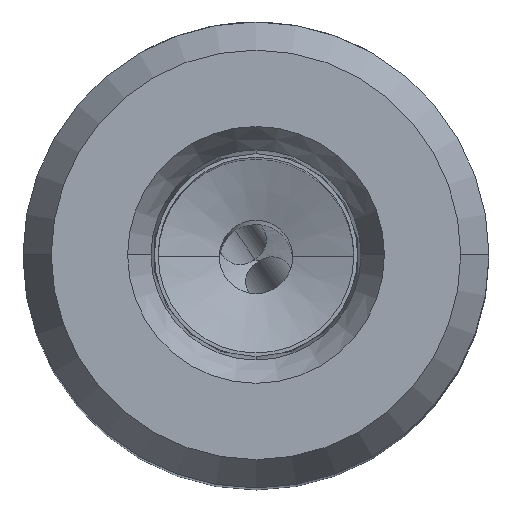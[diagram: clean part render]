
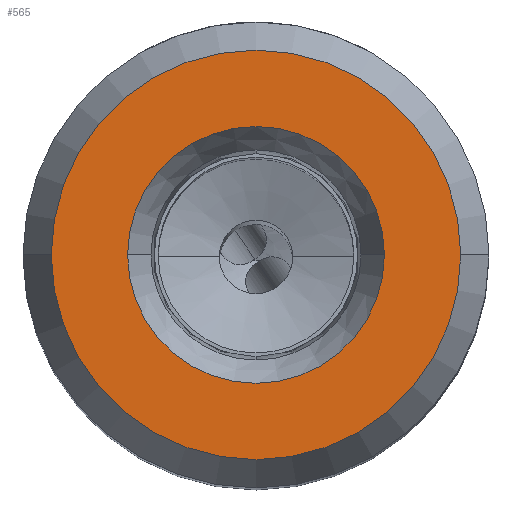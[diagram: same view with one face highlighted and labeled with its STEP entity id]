
A CAD part, top view. The second image highlights one B-rep face of the part: STEP entity #565.
In plain terms, the highlighted planar face has unit normal (0, 0, 1).
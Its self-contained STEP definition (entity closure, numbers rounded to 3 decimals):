
#162=FACE_BOUND('',#994,.T.);
#163=FACE_BOUND('',#995,.T.);
#195=PLANE('',#4160);
#565=ADVANCED_FACE('',(#162,#163),#195,.T.);
#994=EDGE_LOOP('',(#1504,#1505));
#995=EDGE_LOOP('',(#1506,#1507));
#1194=CIRCLE('',#4154,5.25);
#1195=CIRCLE('',#4156,5.25);
#1196=CIRCLE('',#4158,8.37);
#1197=CIRCLE('',#4159,8.37);
#1504=ORIENTED_EDGE('',*,*,#3119,.T.);
#1505=ORIENTED_EDGE('',*,*,#3120,.T.);
#1506=ORIENTED_EDGE('',*,*,#3121,.T.);
#1507=ORIENTED_EDGE('',*,*,#3122,.T.);
#2643=VERTEX_POINT('',#5836);
#2644=VERTEX_POINT('',#5838);
#2645=VERTEX_POINT('',#5844);
#2646=VERTEX_POINT('',#5845);
#3119=EDGE_CURVE('',#2643,#2644,#1194,.T.);
#3120=EDGE_CURVE('',#2644,#2643,#1195,.T.);
#3121=EDGE_CURVE('',#2645,#2646,#1196,.T.);
#3122=EDGE_CURVE('',#2646,#2645,#1197,.T.);
#4154=AXIS2_PLACEMENT_3D('',#5839,#4623,#4624);
#4156=AXIS2_PLACEMENT_3D('',#5841,#4627,#4628);
#4158=AXIS2_PLACEMENT_3D('',#5843,#4631,#4632);
#4159=AXIS2_PLACEMENT_3D('',#5846,#4633,#4634);
#4160=AXIS2_PLACEMENT_3D('',#5847,#4635,#4636);
#4623=DIRECTION('',(0.,0.,-1.));
#4624=DIRECTION('',(-1.,0.,0.));
#4627=DIRECTION('',(0.,0.,-1.));
#4628=DIRECTION('',(1.,0.,0.));
#4631=DIRECTION('',(0.,0.,1.));
#4632=DIRECTION('',(-1.,0.,0.));
#4633=DIRECTION('',(0.,0.,1.));
#4634=DIRECTION('',(1.,0.,0.));
#4635=DIRECTION('',(0.,0.,1.));
#4636=DIRECTION('',(-1.,0.,0.));
#5836=CARTESIAN_POINT('',(-5.25,0.,24.5));
#5838=CARTESIAN_POINT('',(5.25,0.,24.5));
#5839=CARTESIAN_POINT('',(0.,0.,24.5));
#5841=CARTESIAN_POINT('',(0.,0.,24.5));
#5843=CARTESIAN_POINT('',(0.,0.,24.5));
#5844=CARTESIAN_POINT('',(-8.37,0.,24.5));
#5845=CARTESIAN_POINT('',(8.37,0.,24.5));
#5846=CARTESIAN_POINT('',(0.,0.,24.5));
#5847=CARTESIAN_POINT('',(0.,0.,24.5));
